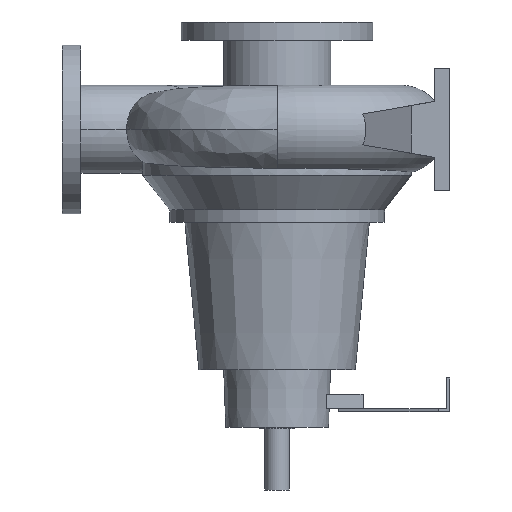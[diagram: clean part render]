
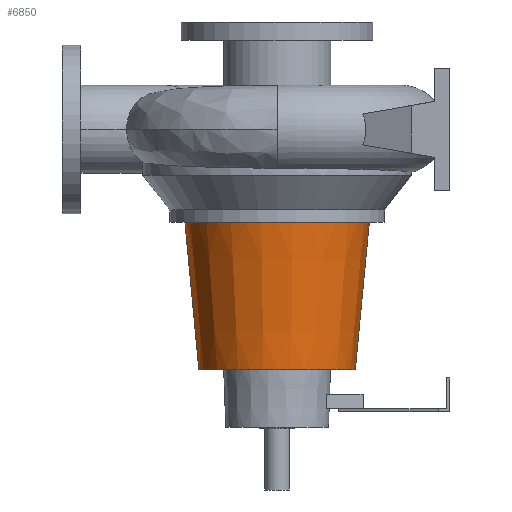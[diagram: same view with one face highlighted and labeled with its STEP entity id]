
A CAD part, left-side view. The second image highlights one B-rep face of the part: STEP entity #6850.
In plain terms, the highlighted conical face has half-angle 5.404 degrees and reference radius 102 mm.
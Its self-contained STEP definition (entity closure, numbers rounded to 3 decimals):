
#95 = DIRECTION ( 'NONE',  ( 0., -1., 0. ) ) ;
#305 = DIRECTION ( 'NONE',  ( 0., 0., 1. ) ) ;
#370 = EDGE_CURVE ( 'NONE', #1641, #7014, #5057, .T. ) ;
#443 = CARTESIAN_POINT ( 'NONE',  ( 0., 102., -313. ) ) ;
#627 = DIRECTION ( 'NONE',  ( 0., 0., 1. ) ) ;
#773 = CARTESIAN_POINT ( 'NONE',  ( 0., 0., -313. ) ) ;
#821 = DIRECTION ( 'NONE',  ( 0., -0.094, 0.996 ) ) ;
#845 = ORIENTED_EDGE ( 'NONE', *, *, #2265, .F. ) ;
#908 = CARTESIAN_POINT ( 'NONE',  ( 0., 0., -121. ) ) ;
#1141 = VECTOR ( 'NONE', #821, 1000. ) ;
#1335 = EDGE_CURVE ( 'NONE', #6568, #7014, #6835, .T. ) ;
#1345 = CARTESIAN_POINT ( 'NONE',  ( 0., 0., -313. ) ) ;
#1641 = VERTEX_POINT ( 'NONE', #3471 ) ;
#1804 = LINE ( 'NONE', #3960, #2976 ) ;
#1889 = FACE_OUTER_BOUND ( 'NONE', #5580, .T. ) ;
#2265 = EDGE_CURVE ( 'NONE', #4541, #6568, #1804, .T. ) ;
#2293 = ORIENTED_EDGE ( 'NONE', *, *, #370, .T. ) ;
#2322 = AXIS2_PLACEMENT_3D ( 'NONE', #773, #627, #95 ) ;
#2432 = DIRECTION ( 'NONE',  ( 0., -1., 0. ) ) ;
#2834 = CARTESIAN_POINT ( 'NONE',  ( 0., -120.162, -121. ) ) ;
#2911 = DIRECTION ( 'NONE',  ( 0., 0.094, 0.996 ) ) ;
#2976 = VECTOR ( 'NONE', #2911, 1000. ) ;
#3183 = ORIENTED_EDGE ( 'NONE', *, *, #1335, .F. ) ;
#3471 = CARTESIAN_POINT ( 'NONE',  ( 0., -102., -313. ) ) ;
#3960 = CARTESIAN_POINT ( 'NONE',  ( 0., 102., -313. ) ) ;
#4403 = ORIENTED_EDGE ( 'NONE', *, *, #6240, .T. ) ;
#4475 = CONICAL_SURFACE ( 'NONE', #5051, 102., 0.094 ) ;
#4541 = VERTEX_POINT ( 'NONE', #443 ) ;
#4812 = DIRECTION ( 'NONE',  ( 0., -1., 0. ) ) ;
#5020 = CARTESIAN_POINT ( 'NONE',  ( 0., -102., -313. ) ) ;
#5051 = AXIS2_PLACEMENT_3D ( 'NONE', #1345, #5340, #4812 ) ;
#5057 = LINE ( 'NONE', #5020, #1141 ) ;
#5340 = DIRECTION ( 'NONE',  ( 0., 0., 1. ) ) ;
#5362 = CIRCLE ( 'NONE', #2322, 102. ) ;
#5580 = EDGE_LOOP ( 'NONE', ( #845, #4403, #2293, #3183 ) ) ;
#5923 = AXIS2_PLACEMENT_3D ( 'NONE', #908, #305, #2432 ) ;
#6240 = EDGE_CURVE ( 'NONE', #4541, #1641, #5362, .T. ) ;
#6566 = CARTESIAN_POINT ( 'NONE',  ( 0., 120.162, -121. ) ) ;
#6568 = VERTEX_POINT ( 'NONE', #6566 ) ;
#6835 = CIRCLE ( 'NONE', #5923, 120.162 ) ;
#6850 = ADVANCED_FACE ( 'NONE', ( #1889 ), #4475, .T. ) ;
#7014 = VERTEX_POINT ( 'NONE', #2834 ) ;
